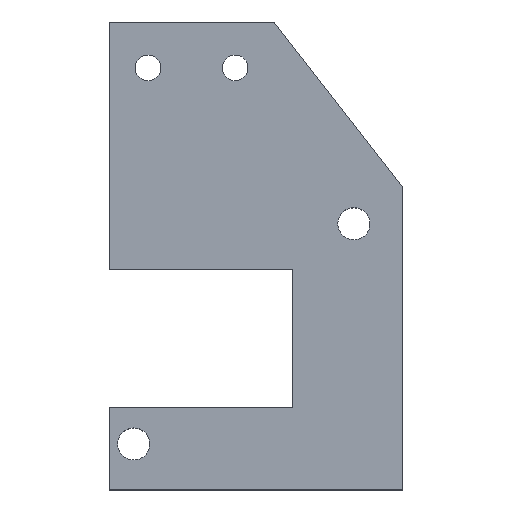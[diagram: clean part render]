
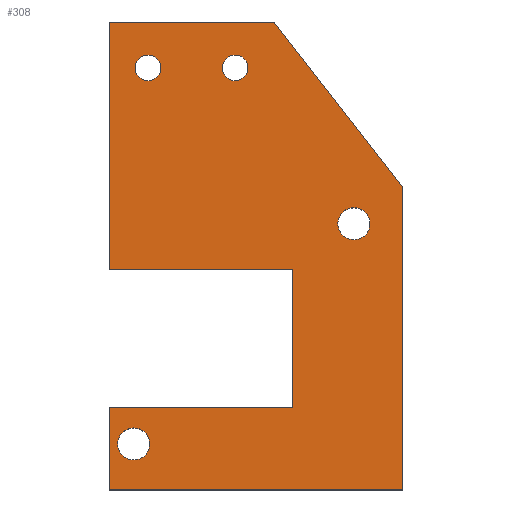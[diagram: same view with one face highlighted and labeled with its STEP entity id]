
A CAD part, top view. The second image highlights one B-rep face of the part: STEP entity #308.
In plain terms, the highlighted face is planar.
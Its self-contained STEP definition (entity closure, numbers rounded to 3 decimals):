
#4 = CARTESIAN_POINT ( 'NONE',  ( 29.35, 5., 0. ) ) ;
#12 = CARTESIAN_POINT ( 'NONE',  ( 32.05, 9., 0. ) ) ;
#20 = AXIS2_PLACEMENT_3D ( 'NONE', #409, #600, #265 ) ;
#43 = EDGE_CURVE ( 'NONE', #135, #132, #737, .T. ) ;
#46 = DIRECTION ( 'NONE',  ( 0., 0., -1. ) ) ;
#48 = VERTEX_POINT ( 'NONE', #472 ) ;
#52 = LINE ( 'NONE', #577, #750 ) ;
#57 = AXIS2_PLACEMENT_3D ( 'NONE', #153, #150, #138 ) ;
#62 = CARTESIAN_POINT ( 'NONE',  ( 27.8, 46., 0. ) ) ;
#64 = DIRECTION ( 'NONE',  ( 1., 0., 0. ) ) ;
#65 = ORIENTED_EDGE ( 'NONE', *, *, #272, .T. ) ;
#67 = CARTESIAN_POINT ( 'NONE',  ( 32.05, 0., 0. ) ) ;
#68 = ORIENTED_EDGE ( 'NONE', *, *, #401, .F. ) ;
#70 = DIRECTION ( 'NONE',  ( 0., -1., 0. ) ) ;
#76 = LINE ( 'NONE', #396, #710 ) ;
#78 = CARTESIAN_POINT ( 'NONE',  ( 14.05, 51., 0. ) ) ;
#84 = CARTESIAN_POINT ( 'NONE',  ( 19.7, 46., 0. ) ) ;
#89 = VERTEX_POINT ( 'NONE', #225 ) ;
#95 = ORIENTED_EDGE ( 'NONE', *, *, #43, .F. ) ;
#108 = CARTESIAN_POINT ( 'NONE',  ( 18.3, 46., 0. ) ) ;
#112 = EDGE_CURVE ( 'NONE', #48, #132, #435, .T. ) ;
#117 = CIRCLE ( 'NONE', #365, 1.75 ) ;
#120 = VERTEX_POINT ( 'NONE', #533 ) ;
#124 = ORIENTED_EDGE ( 'NONE', *, *, #426, .T. ) ;
#126 = FACE_OUTER_BOUND ( 'NONE', #357, .T. ) ;
#128 = VERTEX_POINT ( 'NONE', #12 ) ;
#132 = VERTEX_POINT ( 'NONE', #78 ) ;
#135 = VERTEX_POINT ( 'NONE', #341 ) ;
#138 = DIRECTION ( 'NONE',  ( -1., 0., 0. ) ) ;
#141 = DIRECTION ( 'NONE',  ( 1., 0., 0. ) ) ;
#150 = DIRECTION ( 'NONE',  ( 0., 0., -1. ) ) ;
#153 = CARTESIAN_POINT ( 'NONE',  ( 5.35, 29., 0. ) ) ;
#168 = VECTOR ( 'NONE', #279, 1000. ) ;
#171 = CARTESIAN_POINT ( 'NONE',  ( 27.8, 46., 0. ) ) ;
#174 = CARTESIAN_POINT ( 'NONE',  ( 29.35, 5., 0. ) ) ;
#189 = VERTEX_POINT ( 'NONE', #578 ) ;
#194 = CIRCLE ( 'NONE', #595, 1.75 ) ;
#195 = PLANE ( 'NONE',  #20 ) ;
#199 = EDGE_CURVE ( 'NONE', #229, #337, #501, .T. ) ;
#206 = VECTOR ( 'NONE', #342, 1000. ) ;
#219 = AXIS2_PLACEMENT_3D ( 'NONE', #62, #259, #141 ) ;
#221 = AXIS2_PLACEMENT_3D ( 'NONE', #108, #507, #299 ) ;
#225 = CARTESIAN_POINT ( 'NONE',  ( 27.6, 5., 0. ) ) ;
#228 = EDGE_CURVE ( 'NONE', #437, #135, #718, .T. ) ;
#229 = VERTEX_POINT ( 'NONE', #369 ) ;
#243 = CARTESIAN_POINT ( 'NONE',  ( 13.35, 24., 0. ) ) ;
#244 = EDGE_CURVE ( 'NONE', #437, #856, #832, .T. ) ;
#245 = EDGE_LOOP ( 'NONE', ( #657, #808 ) ) ;
#253 = ORIENTED_EDGE ( 'NONE', *, *, #453, .F. ) ;
#256 = ORIENTED_EDGE ( 'NONE', *, *, #843, .F. ) ;
#259 = DIRECTION ( 'NONE',  ( 0., 0., 1. ) ) ;
#261 = AXIS2_PLACEMENT_3D ( 'NONE', #174, #46, #493 ) ;
#264 = CARTESIAN_POINT ( 'NONE',  ( 14.05, 51., 0. ) ) ;
#265 = DIRECTION ( 'NONE',  ( 1., 0., 0. ) ) ;
#272 = EDGE_CURVE ( 'NONE', #337, #229, #593, .T. ) ;
#279 = DIRECTION ( 'NONE',  ( 0., -1., 0. ) ) ;
#281 = LINE ( 'NONE', #427, #206 ) ;
#299 = DIRECTION ( 'NONE',  ( 1., 0., 0. ) ) ;
#300 = DIRECTION ( 'NONE',  ( 0., 0., 1. ) ) ;
#306 = VECTOR ( 'NONE', #374, 1000. ) ;
#308 = ADVANCED_FACE ( 'NONE', ( #126, #589, #338, #661, #721 ), #195, .F. ) ;
#320 = VECTOR ( 'NONE', #622, 1000. ) ;
#329 = CARTESIAN_POINT ( 'NONE',  ( 7.1, 29., 0. ) ) ;
#333 = EDGE_CURVE ( 'NONE', #48, #189, #804, .T. ) ;
#334 = CARTESIAN_POINT ( 'NONE',  ( 26.4, 46., 0. ) ) ;
#337 = VERTEX_POINT ( 'NONE', #334 ) ;
#338 = FACE_BOUND ( 'NONE', #245, .T. ) ;
#341 = CARTESIAN_POINT ( 'NONE',  ( 32.05, 51., 0. ) ) ;
#342 = DIRECTION ( 'NONE',  ( 1., 0., 0. ) ) ;
#345 = EDGE_CURVE ( 'NONE', #397, #128, #76, .T. ) ;
#355 = EDGE_CURVE ( 'NONE', #506, #120, #475, .T. ) ;
#357 = EDGE_LOOP ( 'NONE', ( #618, #619, #95, #810, #848, #124, #517, #405, #253 ) ) ;
#365 = AXIS2_PLACEMENT_3D ( 'NONE', #4, #530, #470 ) ;
#369 = CARTESIAN_POINT ( 'NONE',  ( 29.2, 46., 0. ) ) ;
#372 = ORIENTED_EDGE ( 'NONE', *, *, #610, .F. ) ;
#374 = DIRECTION ( 'NONE',  ( 0., 1., 0. ) ) ;
#379 = VERTEX_POINT ( 'NONE', #329 ) ;
#396 = CARTESIAN_POINT ( 'NONE',  ( 32.05, 33., 0. ) ) ;
#397 = VERTEX_POINT ( 'NONE', #67 ) ;
#401 = EDGE_CURVE ( 'NONE', #497, #89, #117, .T. ) ;
#405 = ORIENTED_EDGE ( 'NONE', *, *, #345, .F. ) ;
#409 = CARTESIAN_POINT ( 'NONE',  ( 13.35, 18., 0. ) ) ;
#415 = DIRECTION ( 'NONE',  ( 0.615, 0.788, 0. ) ) ;
#426 = EDGE_CURVE ( 'NONE', #856, #498, #683, .T. ) ;
#427 = CARTESIAN_POINT ( 'NONE',  ( 0., 0., 0. ) ) ;
#435 = LINE ( 'NONE', #264, #765 ) ;
#437 = VERTEX_POINT ( 'NONE', #620 ) ;
#443 = DIRECTION ( 'NONE',  ( 1., 0., 0. ) ) ;
#449 = DIRECTION ( 'NONE',  ( 1., 0., 0. ) ) ;
#453 = EDGE_CURVE ( 'NONE', #189, #397, #281, .T. ) ;
#468 = CARTESIAN_POINT ( 'NONE',  ( 3.6, 29., 0. ) ) ;
#470 = DIRECTION ( 'NONE',  ( -1., 0., 0. ) ) ;
#472 = CARTESIAN_POINT ( 'NONE',  ( 0., 33., 0. ) ) ;
#475 = CIRCLE ( 'NONE', #543, 1.4 ) ;
#476 = CARTESIAN_POINT ( 'NONE',  ( 0., 33., 0. ) ) ;
#493 = DIRECTION ( 'NONE',  ( -1., 0., 0. ) ) ;
#497 = VERTEX_POINT ( 'NONE', #670 ) ;
#498 = VERTEX_POINT ( 'NONE', #743 ) ;
#501 = CIRCLE ( 'NONE', #749, 1.4 ) ;
#506 = VERTEX_POINT ( 'NONE', #84 ) ;
#507 = DIRECTION ( 'NONE',  ( 0., 0., 1. ) ) ;
#517 = ORIENTED_EDGE ( 'NONE', *, *, #687, .T. ) ;
#530 = DIRECTION ( 'NONE',  ( 0., 0., -1. ) ) ;
#533 = CARTESIAN_POINT ( 'NONE',  ( 16.9, 46., 0. ) ) ;
#543 = AXIS2_PLACEMENT_3D ( 'NONE', #799, #655, #64 ) ;
#562 = EDGE_LOOP ( 'NONE', ( #840, #68 ) ) ;
#563 = EDGE_CURVE ( 'NONE', #89, #497, #571, .T. ) ;
#565 = DIRECTION ( 'NONE',  ( -1., 0., 0. ) ) ;
#571 = CIRCLE ( 'NONE', #261, 1.75 ) ;
#577 = CARTESIAN_POINT ( 'NONE',  ( 13.35, 9., 0. ) ) ;
#578 = CARTESIAN_POINT ( 'NONE',  ( 0., 0., 0. ) ) ;
#584 = VECTOR ( 'NONE', #70, 1000. ) ;
#589 = FACE_BOUND ( 'NONE', #659, .T. ) ;
#593 = CIRCLE ( 'NONE', #219, 1.4 ) ;
#595 = AXIS2_PLACEMENT_3D ( 'NONE', #772, #646, #565 ) ;
#596 = DIRECTION ( 'NONE',  ( 0., 1., 0. ) ) ;
#600 = DIRECTION ( 'NONE',  ( 0., 0., 1. ) ) ;
#606 = CARTESIAN_POINT ( 'NONE',  ( 14.05, 51., 0. ) ) ;
#610 = EDGE_CURVE ( 'NONE', #379, #764, #194, .T. ) ;
#618 = ORIENTED_EDGE ( 'NONE', *, *, #333, .F. ) ;
#619 = ORIENTED_EDGE ( 'NONE', *, *, #112, .T. ) ;
#620 = CARTESIAN_POINT ( 'NONE',  ( 32.05, 24., 0. ) ) ;
#622 = DIRECTION ( 'NONE',  ( -1., 0., 0. ) ) ;
#646 = DIRECTION ( 'NONE',  ( 0., 0., -1. ) ) ;
#655 = DIRECTION ( 'NONE',  ( 0., 0., 1. ) ) ;
#657 = ORIENTED_EDGE ( 'NONE', *, *, #355, .T. ) ;
#659 = EDGE_LOOP ( 'NONE', ( #720, #65 ) ) ;
#661 = FACE_BOUND ( 'NONE', #770, .T. ) ;
#670 = CARTESIAN_POINT ( 'NONE',  ( 31.1, 5., 0. ) ) ;
#683 = LINE ( 'NONE', #811, #168 ) ;
#687 = EDGE_CURVE ( 'NONE', #498, #128, #52, .T. ) ;
#707 = EDGE_CURVE ( 'NONE', #120, #506, #819, .T. ) ;
#710 = VECTOR ( 'NONE', #596, 1000. ) ;
#718 = LINE ( 'NONE', #842, #306 ) ;
#719 = CIRCLE ( 'NONE', #57, 1.75 ) ;
#720 = ORIENTED_EDGE ( 'NONE', *, *, #199, .T. ) ;
#721 = FACE_BOUND ( 'NONE', #562, .T. ) ;
#737 = LINE ( 'NONE', #606, #320 ) ;
#743 = CARTESIAN_POINT ( 'NONE',  ( 12., 9., 0. ) ) ;
#749 = AXIS2_PLACEMENT_3D ( 'NONE', #171, #300, #449 ) ;
#750 = VECTOR ( 'NONE', #443, 1000. ) ;
#764 = VERTEX_POINT ( 'NONE', #468 ) ;
#765 = VECTOR ( 'NONE', #415, 1000. ) ;
#770 = EDGE_LOOP ( 'NONE', ( #256, #372 ) ) ;
#772 = CARTESIAN_POINT ( 'NONE',  ( 5.35, 29., 0. ) ) ;
#779 = DIRECTION ( 'NONE',  ( -1., 0., 0. ) ) ;
#791 = VECTOR ( 'NONE', #779, 1000. ) ;
#799 = CARTESIAN_POINT ( 'NONE',  ( 18.3, 46., 0. ) ) ;
#804 = LINE ( 'NONE', #476, #584 ) ;
#808 = ORIENTED_EDGE ( 'NONE', *, *, #707, .T. ) ;
#810 = ORIENTED_EDGE ( 'NONE', *, *, #228, .F. ) ;
#811 = CARTESIAN_POINT ( 'NONE',  ( 12., 18., 0. ) ) ;
#812 = CARTESIAN_POINT ( 'NONE',  ( 12., 24., 0. ) ) ;
#819 = CIRCLE ( 'NONE', #221, 1.4 ) ;
#832 = LINE ( 'NONE', #243, #791 ) ;
#840 = ORIENTED_EDGE ( 'NONE', *, *, #563, .F. ) ;
#842 = CARTESIAN_POINT ( 'NONE',  ( 32.05, 33., 0. ) ) ;
#843 = EDGE_CURVE ( 'NONE', #764, #379, #719, .T. ) ;
#848 = ORIENTED_EDGE ( 'NONE', *, *, #244, .T. ) ;
#856 = VERTEX_POINT ( 'NONE', #812 ) ;
